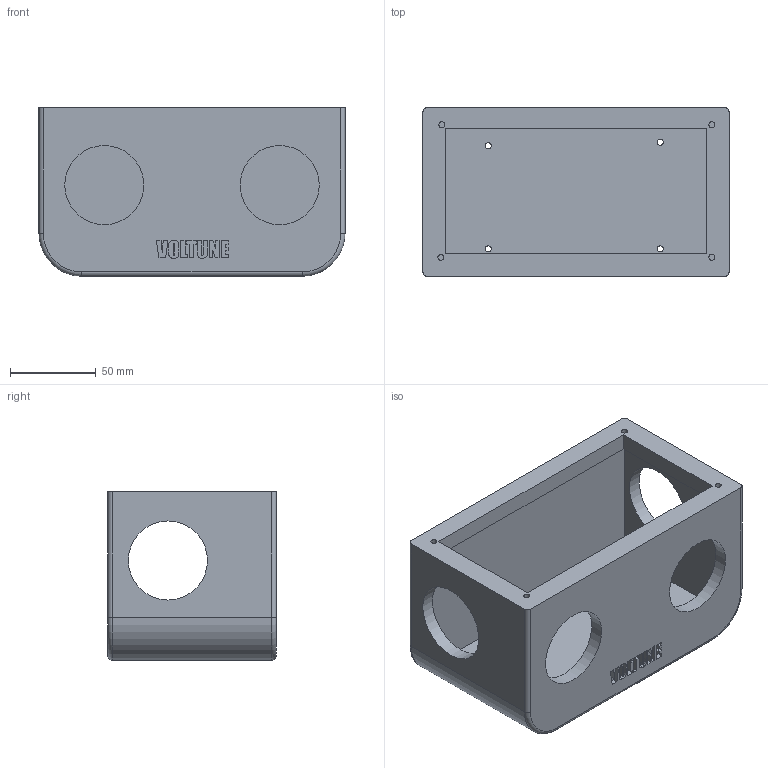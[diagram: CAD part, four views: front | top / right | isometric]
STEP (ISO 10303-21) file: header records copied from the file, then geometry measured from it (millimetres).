
FILE_DESCRIPTION(/* description */ (''),/* implementation_level */ '2;1');
FILE_NAME(/* name */ 'main-body.step',/* time_stamp */ '2025-08-15T21:59:15+05:30',/* author */ (''),/* organization */ (''),/* preprocessor_version */ 'ST-DEVELOPER v20.1',/* originating_system */ 'Autodesk Translation Framework v14.10.0.0',/* authorisation */ '');
FILE_SCHEMA (('AUTOMOTIVE_DESIGN { 1 0 10303 214 3 1 1 }'));
Length unit declared in the file: millimetre
Products named in the file (1): 2025-08-15-21-59-15-431
Bounding box: 178 x 98 x 98 mm (x, y, z)
Volume: 452819.8 mm3; surface area: 127229.9 mm2
Topology: 1 solids, 1 shells, 316 faces, 841 edges, 558 vertices
Faces by surface type: plane 198, bspline 94, cylinder 20, torus 4
Full cylindrical faces by diameter (mm): 3.5 x8, 46 x4
Entity records: 10679 total; most frequent: CARTESIAN_POINT 3314, ORIENTED_EDGE 1682, DIRECTION 1143, EDGE_CURVE 841, LINE 609, VECTOR 609, VERTEX_POINT 558, EDGE_LOOP 363
